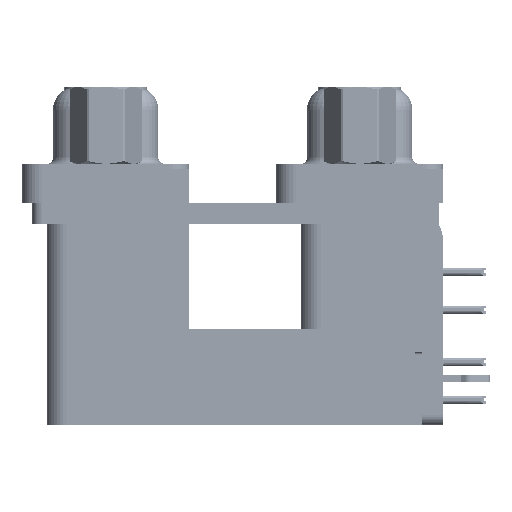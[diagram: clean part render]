
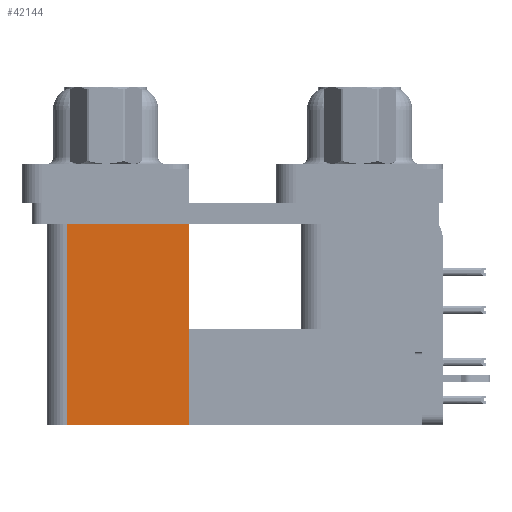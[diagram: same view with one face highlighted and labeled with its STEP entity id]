
A CAD part, left-side view. The second image highlights one B-rep face of the part: STEP entity #42144.
In plain terms, the highlighted planar face has unit normal (-1, 0, 0).
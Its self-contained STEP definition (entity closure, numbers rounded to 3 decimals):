
#390 = DIRECTION ( 'NONE',  ( 0., 1., 0. ) ) ;
#3706 = CARTESIAN_POINT ( 'NONE',  ( 3.765, 12.775, -19.2 ) ) ;
#7419 = CARTESIAN_POINT ( 'NONE',  ( 3.765, 12.775, -2.5 ) ) ;
#7487 = CARTESIAN_POINT ( 'NONE',  ( 3.765, 21.975, -19.2 ) ) ;
#7843 = AXIS2_PLACEMENT_3D ( 'NONE', #13007, #12723, #34901 ) ;
#10087 = CARTESIAN_POINT ( 'NONE',  ( 3.765, 12.775, -19.2 ) ) ;
#11137 = DIRECTION ( 'NONE',  ( 0., 0., 1. ) ) ;
#12723 = DIRECTION ( 'NONE',  ( 1., 0., 0. ) ) ;
#13007 = CARTESIAN_POINT ( 'NONE',  ( 3.765, 12.775, -19.2 ) ) ;
#13092 = ORIENTED_EDGE ( 'NONE', *, *, #36774, .F. ) ;
#16533 = ORIENTED_EDGE ( 'NONE', *, *, #26158, .T. ) ;
#16979 = CARTESIAN_POINT ( 'NONE',  ( 3.765, 12.775, -19.2 ) ) ;
#19423 = VERTEX_POINT ( 'NONE', #10087 ) ;
#21431 = FACE_OUTER_BOUND ( 'NONE', #35276, .T. ) ;
#22393 = EDGE_CURVE ( 'NONE', #19423, #51015, #55464, .T. ) ;
#26158 = EDGE_CURVE ( 'NONE', #19423, #54114, #37695, .T. ) ;
#26488 = VECTOR ( 'NONE', #390, 1000. ) ;
#27663 = CARTESIAN_POINT ( 'NONE',  ( 3.765, 21.975, -19.2 ) ) ;
#27770 = ORIENTED_EDGE ( 'NONE', *, *, #22393, .F. ) ;
#33619 = EDGE_CURVE ( 'NONE', #54114, #37159, #36912, .T. ) ;
#34038 = DIRECTION ( 'NONE',  ( 0., 0., 1. ) ) ;
#34901 = DIRECTION ( 'NONE',  ( 0., 0., -1. ) ) ;
#35276 = EDGE_LOOP ( 'NONE', ( #48866, #13092, #27770, #16533 ) ) ;
#36358 = CARTESIAN_POINT ( 'NONE',  ( 3.765, 12.775, -2.5 ) ) ;
#36774 = EDGE_CURVE ( 'NONE', #51015, #37159, #54137, .T. ) ;
#36912 = LINE ( 'NONE', #36358, #50526 ) ;
#37159 = VERTEX_POINT ( 'NONE', #41149 ) ;
#37695 = LINE ( 'NONE', #3706, #42108 ) ;
#38922 = VECTOR ( 'NONE', #11137, 1000. ) ;
#41149 = CARTESIAN_POINT ( 'NONE',  ( 3.765, 21.975, -2.5 ) ) ;
#42108 = VECTOR ( 'NONE', #34038, 1000. ) ;
#42144 = ADVANCED_FACE ( 'NONE', ( #21431 ), #52041, .F. ) ;
#48866 = ORIENTED_EDGE ( 'NONE', *, *, #33619, .T. ) ;
#50526 = VECTOR ( 'NONE', #54334, 1000. ) ;
#51015 = VERTEX_POINT ( 'NONE', #27663 ) ;
#52041 = PLANE ( 'NONE',  #7843 ) ;
#54114 = VERTEX_POINT ( 'NONE', #7419 ) ;
#54137 = LINE ( 'NONE', #7487, #38922 ) ;
#54334 = DIRECTION ( 'NONE',  ( 0., 1., 0. ) ) ;
#55464 = LINE ( 'NONE', #16979, #26488 ) ;
